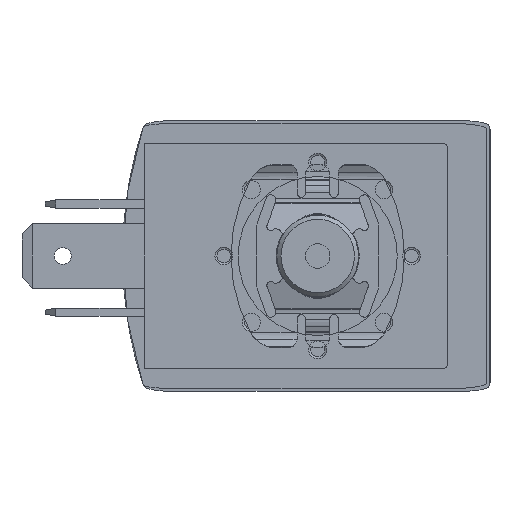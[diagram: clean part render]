
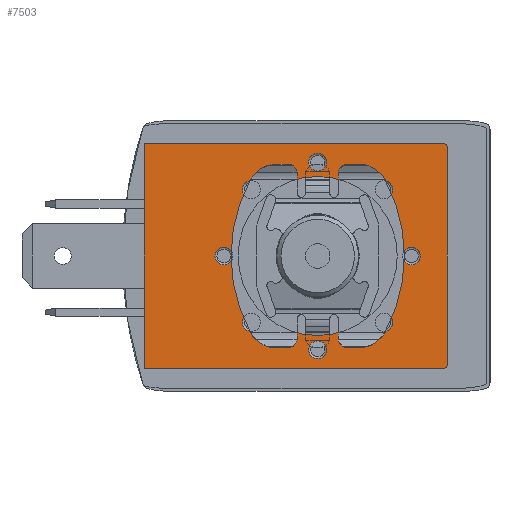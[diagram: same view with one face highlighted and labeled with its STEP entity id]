
A CAD part, left-side view. The second image highlights one B-rep face of the part: STEP entity #7503.
In plain terms, the highlighted face is planar.
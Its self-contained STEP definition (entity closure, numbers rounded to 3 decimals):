
#528=LINE('',#11051,#962);
#532=LINE('',#11062,#966);
#541=LINE('',#11087,#975);
#552=LINE('',#11110,#986);
#962=VECTOR('',#9167,1000.);
#966=VECTOR('',#9177,1000.);
#975=VECTOR('',#9198,1000.);
#986=VECTOR('',#9219,1000.);
#1888=ORIENTED_EDGE('',*,*,#3215,.T.);
#1889=ORIENTED_EDGE('',*,*,#3216,.T.);
#1890=ORIENTED_EDGE('',*,*,#3217,.T.);
#1891=ORIENTED_EDGE('',*,*,#3218,.T.);
#1892=ORIENTED_EDGE('',*,*,#3219,.T.);
#1893=ORIENTED_EDGE('',*,*,#3220,.T.);
#1894=ORIENTED_EDGE('',*,*,#3221,.T.);
#1895=ORIENTED_EDGE('',*,*,#3222,.T.);
#1896=ORIENTED_EDGE('',*,*,#3223,.T.);
#1897=ORIENTED_EDGE('',*,*,#3204,.T.);
#1898=ORIENTED_EDGE('',*,*,#3171,.T.);
#1899=ORIENTED_EDGE('',*,*,#3187,.T.);
#1900=ORIENTED_EDGE('',*,*,#3190,.T.);
#1901=ORIENTED_EDGE('',*,*,#3193,.T.);
#1902=ORIENTED_EDGE('',*,*,#3177,.T.);
#3171=EDGE_CURVE('',#3891,#3892,#528,.T.);
#3177=EDGE_CURVE('',#3895,#3896,#532,.T.);
#3187=EDGE_CURVE('',#3892,#3903,#4345,.T.);
#3190=EDGE_CURVE('',#3903,#3905,#541,.T.);
#3193=EDGE_CURVE('',#3905,#3895,#4347,.T.);
#3204=EDGE_CURVE('',#3896,#3891,#552,.T.);
#3215=EDGE_CURVE('',#3921,#3921,#4359,.T.);
#3216=EDGE_CURVE('',#3922,#3922,#4360,.T.);
#3217=EDGE_CURVE('',#3923,#3923,#4361,.T.);
#3218=EDGE_CURVE('',#3924,#3924,#4362,.T.);
#3219=EDGE_CURVE('',#3925,#3925,#4363,.T.);
#3220=EDGE_CURVE('',#3926,#3926,#4364,.T.);
#3221=EDGE_CURVE('',#3927,#3927,#4365,.T.);
#3222=EDGE_CURVE('',#3928,#3928,#4366,.T.);
#3223=EDGE_CURVE('',#3929,#3929,#4367,.T.);
#3891=VERTEX_POINT('',#11052);
#3892=VERTEX_POINT('',#11053);
#3895=VERTEX_POINT('',#11063);
#3896=VERTEX_POINT('',#11064);
#3903=VERTEX_POINT('',#11082);
#3905=VERTEX_POINT('',#11088);
#3921=VERTEX_POINT('',#11133);
#3922=VERTEX_POINT('',#11135);
#3923=VERTEX_POINT('',#11137);
#3924=VERTEX_POINT('',#11139);
#3925=VERTEX_POINT('',#11141);
#3926=VERTEX_POINT('',#11143);
#3927=VERTEX_POINT('',#11145);
#3928=VERTEX_POINT('',#11147);
#3929=VERTEX_POINT('',#11149);
#4345=CIRCLE('',#8001,0.3);
#4347=CIRCLE('',#8005,0.3);
#4359=CIRCLE('',#8020,0.875);
#4360=CIRCLE('',#8021,0.875);
#4361=CIRCLE('',#8022,0.875);
#4362=CIRCLE('',#8023,0.875);
#4363=CIRCLE('',#8024,0.875);
#4364=CIRCLE('',#8025,0.875);
#4365=CIRCLE('',#8026,0.875);
#4366=CIRCLE('',#8027,0.875);
#4367=CIRCLE('',#8028,7.8);
#4700=EDGE_LOOP('',(#1888));
#4701=EDGE_LOOP('',(#1889));
#4702=EDGE_LOOP('',(#1890));
#4703=EDGE_LOOP('',(#1891));
#4704=EDGE_LOOP('',(#1892));
#4705=EDGE_LOOP('',(#1893));
#4706=EDGE_LOOP('',(#1894));
#4707=EDGE_LOOP('',(#1895));
#4708=EDGE_LOOP('',(#1896));
#4709=EDGE_LOOP('',(#1897,#1898,#1899,#1900,#1901,#1902));
#5180=FACE_BOUND('',#4700,.T.);
#5181=FACE_BOUND('',#4701,.T.);
#5182=FACE_BOUND('',#4702,.T.);
#5183=FACE_BOUND('',#4703,.T.);
#5184=FACE_BOUND('',#4704,.T.);
#5185=FACE_BOUND('',#4705,.T.);
#5186=FACE_BOUND('',#4706,.T.);
#5187=FACE_BOUND('',#4707,.T.);
#5188=FACE_BOUND('',#4708,.T.);
#5189=FACE_BOUND('',#4709,.T.);
#5530=PLANE('',#8019);
#7503=ADVANCED_FACE('',(#5180,#5181,#5182,#5183,#5184,#5185,#5186,#5187,
#5188,#5189),#5530,.T.);
#8001=AXIS2_PLACEMENT_3D('',#11081,#9191,#9192);
#8005=AXIS2_PLACEMENT_3D('',#11093,#9203,#9204);
#8019=AXIS2_PLACEMENT_3D('',#11131,#9241,#9242);
#8020=AXIS2_PLACEMENT_3D('',#11132,#9243,#9244);
#8021=AXIS2_PLACEMENT_3D('',#11134,#9245,#9246);
#8022=AXIS2_PLACEMENT_3D('',#11136,#9247,#9248);
#8023=AXIS2_PLACEMENT_3D('',#11138,#9249,#9250);
#8024=AXIS2_PLACEMENT_3D('',#11140,#9251,#9252);
#8025=AXIS2_PLACEMENT_3D('',#11142,#9253,#9254);
#8026=AXIS2_PLACEMENT_3D('',#11144,#9255,#9256);
#8027=AXIS2_PLACEMENT_3D('',#11146,#9257,#9258);
#8028=AXIS2_PLACEMENT_3D('',#11148,#9259,#9260);
#9167=DIRECTION('',(0.,-1.,0.));
#9177=DIRECTION('',(0.,1.,0.));
#9191=DIRECTION('',(0.,0.,1.));
#9192=DIRECTION('',(1.,0.,0.));
#9198=DIRECTION('',(1.,0.,0.));
#9203=DIRECTION('',(0.,0.,1.));
#9204=DIRECTION('',(1.,0.,0.));
#9219=DIRECTION('',(-1.,0.,0.));
#9241=DIRECTION('',(0.,0.,1.));
#9242=DIRECTION('',(1.,0.,0.));
#9243=DIRECTION('',(0.,0.,-1.));
#9244=DIRECTION('',(-1.,0.,0.));
#9245=DIRECTION('',(0.,0.,-1.));
#9246=DIRECTION('',(-1.,0.,0.));
#9247=DIRECTION('',(0.,0.,-1.));
#9248=DIRECTION('',(-1.,0.,0.));
#9249=DIRECTION('',(0.,0.,-1.));
#9250=DIRECTION('',(-1.,0.,0.));
#9251=DIRECTION('',(0.,0.,-1.));
#9252=DIRECTION('',(-1.,0.,0.));
#9253=DIRECTION('',(0.,0.,-1.));
#9254=DIRECTION('',(-1.,0.,0.));
#9255=DIRECTION('',(0.,0.,-1.));
#9256=DIRECTION('',(-1.,0.,0.));
#9257=DIRECTION('',(0.,0.,-1.));
#9258=DIRECTION('',(-1.,0.,0.));
#9259=DIRECTION('',(0.,0.,-1.));
#9260=DIRECTION('',(-1.,0.,0.));
#11051=CARTESIAN_POINT('',(-11.,0.,0.));
#11052=CARTESIAN_POINT('',(-11.,0.,0.));
#11053=CARTESIAN_POINT('',(-11.,-29.4,0.));
#11062=CARTESIAN_POINT('',(11.,-29.4,0.));
#11063=CARTESIAN_POINT('',(11.,-29.4,0.));
#11064=CARTESIAN_POINT('',(11.,0.,0.));
#11081=CARTESIAN_POINT('',(-10.7,-29.4,0.));
#11082=CARTESIAN_POINT('',(-10.7,-29.7,0.));
#11087=CARTESIAN_POINT('',(-10.7,-29.7,0.));
#11088=CARTESIAN_POINT('',(10.7,-29.7,0.));
#11093=CARTESIAN_POINT('',(10.7,-29.4,0.));
#11110=CARTESIAN_POINT('',(11.,0.,0.));
#11131=CARTESIAN_POINT('',(-10.7,-29.4,0.));
#11132=CARTESIAN_POINT('',(-9.2,-17.,0.));
#11133=CARTESIAN_POINT('',(-10.075,-17.,0.));
#11134=CARTESIAN_POINT('',(-6.505,-23.505,0.));
#11135=CARTESIAN_POINT('',(-7.38,-23.505,0.));
#11136=CARTESIAN_POINT('',(0.,-26.2,0.));
#11137=CARTESIAN_POINT('',(-0.875,-26.2,0.));
#11138=CARTESIAN_POINT('',(6.505,-23.505,0.));
#11139=CARTESIAN_POINT('',(5.63,-23.505,0.));
#11140=CARTESIAN_POINT('',(9.2,-17.,0.));
#11141=CARTESIAN_POINT('',(8.325,-17.,0.));
#11142=CARTESIAN_POINT('',(6.505,-10.495,0.));
#11143=CARTESIAN_POINT('',(5.63,-10.495,0.));
#11144=CARTESIAN_POINT('',(-6.505,-10.495,0.));
#11145=CARTESIAN_POINT('',(-7.38,-10.495,0.));
#11146=CARTESIAN_POINT('',(0.,-7.8,0.));
#11147=CARTESIAN_POINT('',(-0.875,-7.8,0.));
#11148=CARTESIAN_POINT('',(0.,-17.,0.));
#11149=CARTESIAN_POINT('',(-7.8,-17.,0.));
